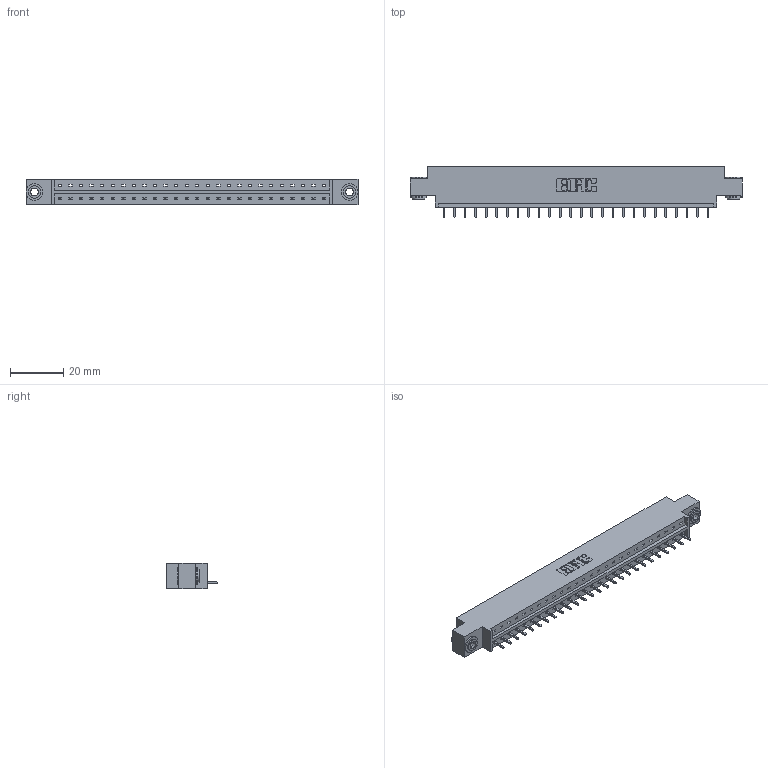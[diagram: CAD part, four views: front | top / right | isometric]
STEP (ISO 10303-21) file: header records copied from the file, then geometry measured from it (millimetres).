
FILE_DESCRIPTION (( 'STEP AP203' ), '1' );
FILE_NAME ('833-026-521-603.STEP', '2020-06-02T03:51:13', ( '' ), ( '' ), 'SwSTEP 2.0', 'SolidWorks 2020', '' );
FILE_SCHEMA (( 'CONFIG_CONTROL_DESIGN' ));
Length unit declared in the file: inch
Products named in the file (4): 345-250-002_345-250-002-102; 833-026-521-603; 345-292-001_345-293-121; 833 Part_Offset - .156 Dia - TH
Assembly tree (29 placements, depth 2):
  833-026-521-603
    833 Part_Offset - .156 Dia - TH
    345-292-001_345-293-121  x26
    345-250-002_345-250-002-102  x2
Bounding box: 124.56 x 19.06 x 9.4 mm (x, y, z)
Volume: 12114.4 mm3; surface area: 13121.7 mm2
Topology: 29 solids, 29 shells, 1664 faces, 4975 edges, 3278 vertices
Faces by surface type: plane 1176, cylinder 480, cone 8
Entity records: 18764 total; most frequent: CARTESIAN_POINT 3219, ORIENTED_EDGE 3174, DIRECTION 2781, EDGE_CURVE 1587, VECTOR 1435, LINE 1435, VERTEX_POINT 1054, AXIS2_PLACEMENT_3D 673
